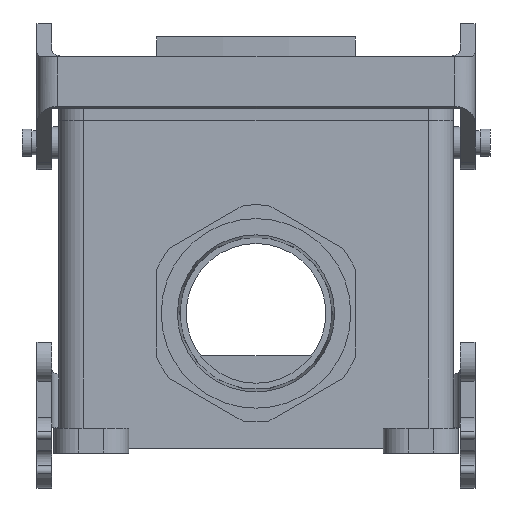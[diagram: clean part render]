
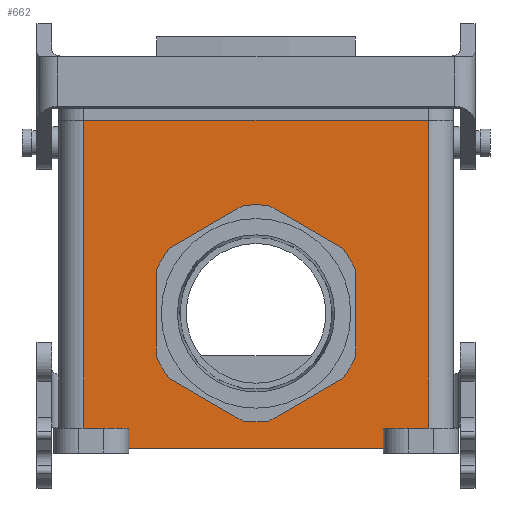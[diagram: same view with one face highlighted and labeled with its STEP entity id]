
A CAD part, left-side view. The second image highlights one B-rep face of the part: STEP entity #662.
In plain terms, the highlighted planar face has unit normal (-1, 0, 0).
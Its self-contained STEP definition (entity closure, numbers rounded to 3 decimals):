
#662 = ADVANCED_FACE( '', ( #1411, #1412 ), #1413, .F. );
#1411 = FACE_BOUND( '', #2210, .T. );
#1412 = FACE_OUTER_BOUND( '', #2211, .T. );
#1413 = PLANE( '', #2212 );
#2210 = EDGE_LOOP( '', ( #4059 ) );
#2211 = EDGE_LOOP( '', ( #4060, #4061, #4062, #4063, #4064, #4065, #4066, #4067 ) );
#2212 = AXIS2_PLACEMENT_3D( '', #4068, #4069, #4070 );
#4059 = ORIENTED_EDGE( '', *, *, #4770, .F. );
#4060 = ORIENTED_EDGE( '', *, *, #5114, .F. );
#4061 = ORIENTED_EDGE( '', *, *, #4533, .T. );
#4062 = ORIENTED_EDGE( '', *, *, #5093, .F. );
#4063 = ORIENTED_EDGE( '', *, *, #4592, .F. );
#4064 = ORIENTED_EDGE( '', *, *, #4883, .T. );
#4065 = ORIENTED_EDGE( '', *, *, #5040, .T. );
#4066 = ORIENTED_EDGE( '', *, *, #5020, .T. );
#4067 = ORIENTED_EDGE( '', *, *, #4524, .F. );
#4068 = CARTESIAN_POINT( '', ( -46.75, 0., 66.7 ) );
#4069 = DIRECTION( '', ( 1., 0., 0. ) );
#4070 = DIRECTION( '', ( 0., 1., 0. ) );
#4524 = EDGE_CURVE( '', #5427, #5429, #5430, .T. );
#4533 = EDGE_CURVE( '', #5444, #5441, #5445, .F. );
#4592 = EDGE_CURVE( '', #5545, #5540, #5547, .F. );
#4770 = EDGE_CURVE( '', #5830, #5830, #5831, .T. );
#4883 = EDGE_CURVE( '', #5545, #5997, #5999, .T. );
#5020 = EDGE_CURVE( '', #6184, #5429, #6185, .T. );
#5040 = EDGE_CURVE( '', #5997, #6184, #6206, .T. );
#5093 = EDGE_CURVE( '', #5540, #5441, #6270, .T. );
#5114 = EDGE_CURVE( '', #5444, #5427, #6292, .T. );
#5427 = VERTEX_POINT( '', #6691 );
#5429 = VERTEX_POINT( '', #6694 );
#5430 = LINE( '', #6695, #6696 );
#5441 = VERTEX_POINT( '', #6712 );
#5444 = VERTEX_POINT( '', #6715 );
#5445 = LINE( '', #6716, #6717 );
#5540 = VERTEX_POINT( '', #6836 );
#5545 = VERTEX_POINT( '', #6842 );
#5547 = LINE( '', #6844, #6845 );
#5830 = VERTEX_POINT( '', #7215 );
#5831 = CIRCLE( '', #7216, 19.5 );
#5997 = VERTEX_POINT( '', #7436 );
#5999 = LINE( '', #7439, #7440 );
#6184 = VERTEX_POINT( '', #7684 );
#6185 = LINE( '', #7685, #7686 );
#6206 = LINE( '', #7713, #7714 );
#6270 = LINE( '', #7797, #7798 );
#6292 = LINE( '', #7827, #7828 );
#6691 = CARTESIAN_POINT( '', ( -46.75, -25.5, 5. ) );
#6694 = CARTESIAN_POINT( '', ( -46.75, -25.5, 1. ) );
#6695 = CARTESIAN_POINT( '', ( -46.75, -25.5, 99.821 ) );
#6696 = VECTOR( '', #8094, 1000. );
#6712 = CARTESIAN_POINT( '', ( -46.75, -34.5, 66.7 ) );
#6715 = CARTESIAN_POINT( '', ( -46.75, -34.5, 5. ) );
#6716 = CARTESIAN_POINT( '', ( -46.75, -34.5, 66.7 ) );
#6717 = VECTOR( '', #8103, 1000. );
#6836 = CARTESIAN_POINT( '', ( -46.75, 34.5, 66.7 ) );
#6842 = CARTESIAN_POINT( '', ( -46.75, 34.5, 5. ) );
#6844 = CARTESIAN_POINT( '', ( -46.75, 34.5, 66.7 ) );
#6845 = VECTOR( '', #8189, 1000. );
#7215 = CARTESIAN_POINT( '', ( -46.75, 19.5, 28. ) );
#7216 = AXIS2_PLACEMENT_3D( '', #8427, #8428, #8429 );
#7436 = CARTESIAN_POINT( '', ( -46.75, 25.5, 5. ) );
#7439 = CARTESIAN_POINT( '', ( -46.75, 99.821, 5. ) );
#7440 = VECTOR( '', #8572, 1000. );
#7684 = CARTESIAN_POINT( '', ( -46.75, 25.5, 1. ) );
#7685 = CARTESIAN_POINT( '', ( -46.75, -25.5, 1. ) );
#7686 = VECTOR( '', #8740, 1000. );
#7713 = CARTESIAN_POINT( '', ( -46.75, 25.5, 99.821 ) );
#7714 = VECTOR( '', #8756, 1000. );
#7797 = CARTESIAN_POINT( '', ( -46.75, 0., 66.7 ) );
#7798 = VECTOR( '', #8803, 1000. );
#7827 = CARTESIAN_POINT( '', ( -46.75, -99.821, 5. ) );
#7828 = VECTOR( '', #8817, 1000. );
#8094 = DIRECTION( '', ( 0., 0., -1. ) );
#8103 = DIRECTION( '', ( 0., 0., -1. ) );
#8189 = DIRECTION( '', ( 0., 0., -1. ) );
#8427 = CARTESIAN_POINT( '', ( -46.75, 0., 28. ) );
#8428 = DIRECTION( '', ( -1., 0., 0. ) );
#8429 = DIRECTION( '', ( 0., 1., 0. ) );
#8572 = DIRECTION( '', ( 0., -1., 0. ) );
#8740 = DIRECTION( '', ( 0., -1., 0. ) );
#8756 = DIRECTION( '', ( 0., 0., -1. ) );
#8803 = DIRECTION( '', ( 0., -1., 0. ) );
#8817 = DIRECTION( '', ( 0., 1., 0. ) );
